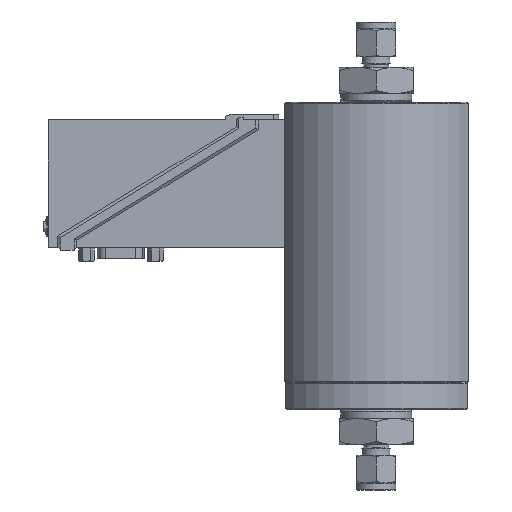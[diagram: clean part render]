
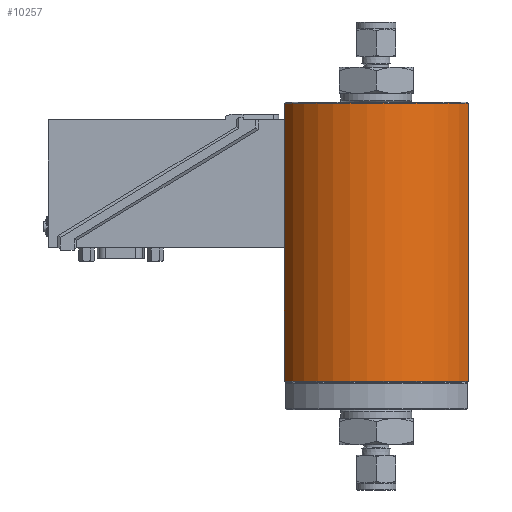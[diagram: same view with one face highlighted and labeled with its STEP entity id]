
A CAD part, left-side view. The second image highlights one B-rep face of the part: STEP entity #10257.
In plain terms, the highlighted cylindrical face has radius 37 mm (diameter 74 mm), a partial arc.
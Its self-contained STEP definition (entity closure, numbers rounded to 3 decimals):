
#569=CYLINDRICAL_SURFACE('',#10966,37.);
#1051=FACE_OUTER_BOUND('',#1704,.T.);
#1704=EDGE_LOOP('',(#7217,#7218,#7219,#7220));
#2380=LINE('',#14951,#3191);
#2387=LINE('',#14969,#3198);
#3191=VECTOR('',#11988,10.);
#3198=VECTOR('',#12003,10.);
#4027=CIRCLE('',#10967,37.);
#4028=CIRCLE('',#10968,37.);
#4474=VERTEX_POINT('',#14947);
#4476=VERTEX_POINT('',#14950);
#4481=VERTEX_POINT('',#14963);
#4483=VERTEX_POINT('',#14967);
#5463=EDGE_CURVE('',#4474,#4476,#2380,.T.);
#5472=EDGE_CURVE('',#4481,#4483,#2387,.T.);
#5576=EDGE_CURVE('',#4481,#4474,#4027,.T.);
#5577=EDGE_CURVE('',#4476,#4483,#4028,.T.);
#7217=ORIENTED_EDGE('',*,*,#5576,.F.);
#7218=ORIENTED_EDGE('',*,*,#5472,.T.);
#7219=ORIENTED_EDGE('',*,*,#5577,.F.);
#7220=ORIENTED_EDGE('',*,*,#5463,.F.);
#10257=ADVANCED_FACE('',(#1051),#569,.T.);
#10966=AXIS2_PLACEMENT_3D('',#15233,#12192,#12193);
#10967=AXIS2_PLACEMENT_3D('',#15234,#12194,#12195);
#10968=AXIS2_PLACEMENT_3D('',#15235,#12196,#12197);
#11988=DIRECTION('',(0.,0.,1.));
#12003=DIRECTION('',(0.,0.,1.));
#12192=DIRECTION('center_axis',(0.,0.,1.));
#12193=DIRECTION('ref_axis',(0.425,-0.905,0.));
#12194=DIRECTION('center_axis',(0.,0.,-1.));
#12195=DIRECTION('ref_axis',(-0.425,0.905,0.));
#12196=DIRECTION('center_axis',(0.,0.,1.));
#12197=DIRECTION('ref_axis',(-0.425,0.905,0.));
#14947=CARTESIAN_POINT('',(-15.708,33.5,0.4));
#14950=CARTESIAN_POINT('',(-15.708,33.5,101.6));
#14951=CARTESIAN_POINT('',(-15.708,33.5,0.));
#14963=CARTESIAN_POINT('',(-15.708,-33.5,0.4));
#14967=CARTESIAN_POINT('',(-15.708,-33.5,101.6));
#14969=CARTESIAN_POINT('',(-15.708,-33.5,0.));
#15233=CARTESIAN_POINT('Origin',(0.,0.,0.));
#15234=CARTESIAN_POINT('Origin',(0.,0.,0.4));
#15235=CARTESIAN_POINT('Origin',(0.,0.,101.6));
